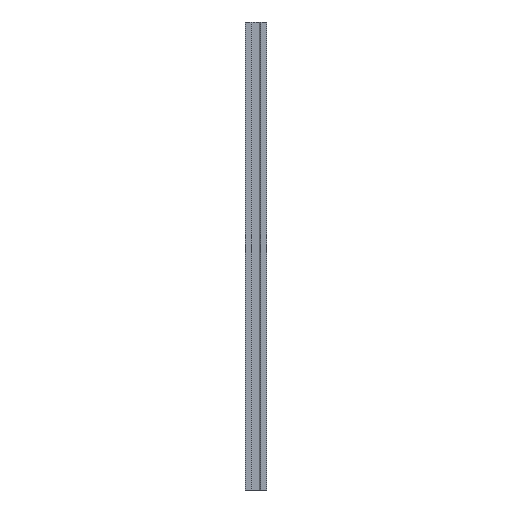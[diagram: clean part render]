
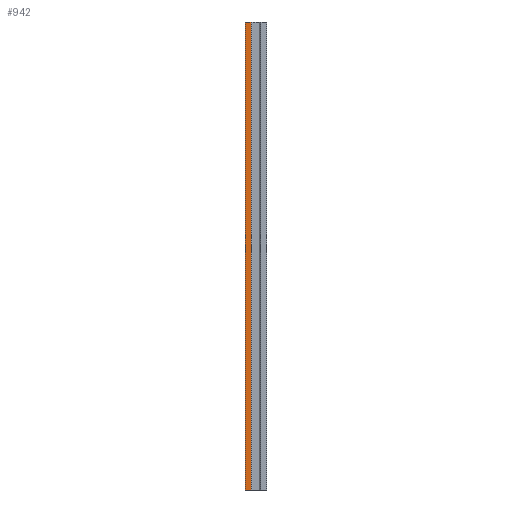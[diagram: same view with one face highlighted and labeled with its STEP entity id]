
A CAD part, front view. The second image highlights one B-rep face of the part: STEP entity #942.
In plain terms, the highlighted planar face has unit normal (0, -1, 0).
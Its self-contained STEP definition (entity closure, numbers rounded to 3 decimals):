
#35=PLANE('',#1011);
#82=FACE_OUTER_BOUND('',#129,.T.);
#129=EDGE_LOOP('',(#728,#729,#730,#731));
#216=LINE('',#1395,#349);
#217=LINE('',#1398,#350);
#218=LINE('',#1400,#351);
#219=LINE('',#1401,#352);
#349=VECTOR('',#1140,10.);
#350=VECTOR('',#1143,10.);
#351=VECTOR('',#1144,10.);
#352=VECTOR('',#1145,10.);
#469=VERTEX_POINT('',#1391);
#470=VERTEX_POINT('',#1393);
#471=VERTEX_POINT('',#1397);
#472=VERTEX_POINT('',#1399);
#576=EDGE_CURVE('',#469,#470,#216,.T.);
#577=EDGE_CURVE('',#471,#469,#217,.T.);
#578=EDGE_CURVE('',#472,#470,#218,.T.);
#579=EDGE_CURVE('',#471,#472,#219,.T.);
#728=ORIENTED_EDGE('',*,*,#577,.T.);
#729=ORIENTED_EDGE('',*,*,#576,.T.);
#730=ORIENTED_EDGE('',*,*,#578,.F.);
#731=ORIENTED_EDGE('',*,*,#579,.F.);
#942=ADVANCED_FACE('',(#82),#35,.T.);
#1011=AXIS2_PLACEMENT_3D('',#1396,#1141,#1142);
#1140=DIRECTION('',(0.,0.,1.));
#1141=DIRECTION('center_axis',(0.,-1.,0.));
#1142=DIRECTION('ref_axis',(1.,0.,0.));
#1143=DIRECTION('',(1.,0.,0.));
#1144=DIRECTION('',(1.,0.,0.));
#1145=DIRECTION('',(0.,0.,1.));
#1391=CARTESIAN_POINT('',(-4.64,-10.,0.));
#1393=CARTESIAN_POINT('',(-4.64,-10.,440.));
#1395=CARTESIAN_POINT('',(-4.64,-10.,0.));
#1396=CARTESIAN_POINT('Origin',(-10.,-10.,0.));
#1397=CARTESIAN_POINT('',(-10.,-10.,0.));
#1398=CARTESIAN_POINT('',(-10.,-10.,0.));
#1399=CARTESIAN_POINT('',(-10.,-10.,440.));
#1400=CARTESIAN_POINT('',(-10.,-10.,440.));
#1401=CARTESIAN_POINT('',(-10.,-10.,0.));
